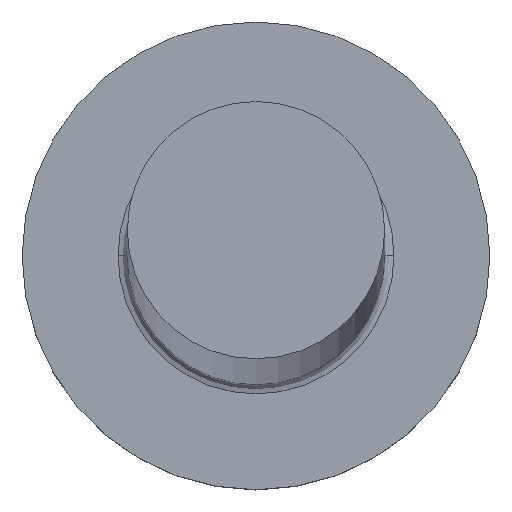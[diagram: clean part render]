
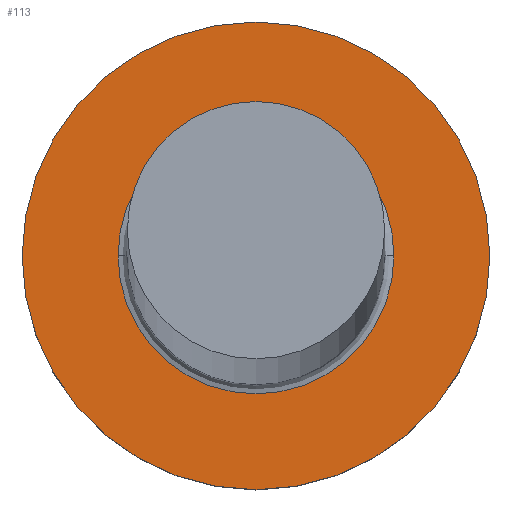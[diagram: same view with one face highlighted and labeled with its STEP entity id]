
A CAD part, top view. The second image highlights one B-rep face of the part: STEP entity #113.
In plain terms, the highlighted planar face has unit normal (0, 0, 1).
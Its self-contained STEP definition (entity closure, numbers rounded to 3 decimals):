
#2 = AXIS2_PLACEMENT_3D ( 'NONE', #274, #109, #183 ) ;
#6 = ORIENTED_EDGE ( 'NONE', *, *, #210, .T. ) ;
#12 = DIRECTION ( 'NONE',  ( 1., 0., 0. ) ) ;
#26 = EDGE_CURVE ( 'NONE', #129, #257, #186, .T. ) ;
#35 = VERTEX_POINT ( 'NONE', #136 ) ;
#39 = PLANE ( 'NONE',  #285 ) ;
#47 = CARTESIAN_POINT ( 'NONE',  ( 0., 0., 3. ) ) ;
#61 = CIRCLE ( 'NONE', #147, 5. ) ;
#63 = CARTESIAN_POINT ( 'NONE',  ( 2.95, 0., 3. ) ) ;
#74 = CIRCLE ( 'NONE', #231, 5. ) ;
#87 = DIRECTION ( 'NONE',  ( 0., 0., 1. ) ) ;
#104 = EDGE_CURVE ( 'NONE', #35, #121, #61, .T. ) ;
#107 = FACE_BOUND ( 'NONE', #220, .T. ) ;
#109 = DIRECTION ( 'NONE',  ( 0., 0., -1. ) ) ;
#113 = ADVANCED_FACE ( 'NONE', ( #107, #181 ), #39, .T. ) ;
#121 = VERTEX_POINT ( 'NONE', #206 ) ;
#129 = VERTEX_POINT ( 'NONE', #63 ) ;
#136 = CARTESIAN_POINT ( 'NONE',  ( 5., 0., 3. ) ) ;
#138 = CIRCLE ( 'NONE', #2, 2.95 ) ;
#139 = CARTESIAN_POINT ( 'NONE',  ( 0., 0., 3. ) ) ;
#147 = AXIS2_PLACEMENT_3D ( 'NONE', #200, #193, #250 ) ;
#150 = DIRECTION ( 'NONE',  ( 1., 0., 0. ) ) ;
#181 = FACE_OUTER_BOUND ( 'NONE', #197, .T. ) ;
#183 = DIRECTION ( 'NONE',  ( 1., 0., 0. ) ) ;
#186 = CIRCLE ( 'NONE', #280, 2.95 ) ;
#191 = DIRECTION ( 'NONE',  ( 0., 0., -1. ) ) ;
#193 = DIRECTION ( 'NONE',  ( 0., 0., 1. ) ) ;
#197 = EDGE_LOOP ( 'NONE', ( #239, #284 ) ) ;
#199 = DIRECTION ( 'NONE',  ( 1., 0., 0. ) ) ;
#200 = CARTESIAN_POINT ( 'NONE',  ( 0., 0., 3. ) ) ;
#203 = CARTESIAN_POINT ( 'NONE',  ( 0., 0., 3. ) ) ;
#206 = CARTESIAN_POINT ( 'NONE',  ( -5., 0., 3. ) ) ;
#210 = EDGE_CURVE ( 'NONE', #257, #129, #138, .T. ) ;
#220 = EDGE_LOOP ( 'NONE', ( #304, #6 ) ) ;
#231 = AXIS2_PLACEMENT_3D ( 'NONE', #139, #283, #150 ) ;
#239 = ORIENTED_EDGE ( 'NONE', *, *, #259, .T. ) ;
#250 = DIRECTION ( 'NONE',  ( 1., 0., 0. ) ) ;
#253 = CARTESIAN_POINT ( 'NONE',  ( -2.95, 0., 3. ) ) ;
#257 = VERTEX_POINT ( 'NONE', #253 ) ;
#259 = EDGE_CURVE ( 'NONE', #121, #35, #74, .T. ) ;
#274 = CARTESIAN_POINT ( 'NONE',  ( 0., 0., 3. ) ) ;
#280 = AXIS2_PLACEMENT_3D ( 'NONE', #47, #191, #199 ) ;
#283 = DIRECTION ( 'NONE',  ( 0., 0., 1. ) ) ;
#284 = ORIENTED_EDGE ( 'NONE', *, *, #104, .T. ) ;
#285 = AXIS2_PLACEMENT_3D ( 'NONE', #203, #87, #12 ) ;
#304 = ORIENTED_EDGE ( 'NONE', *, *, #26, .T. ) ;
